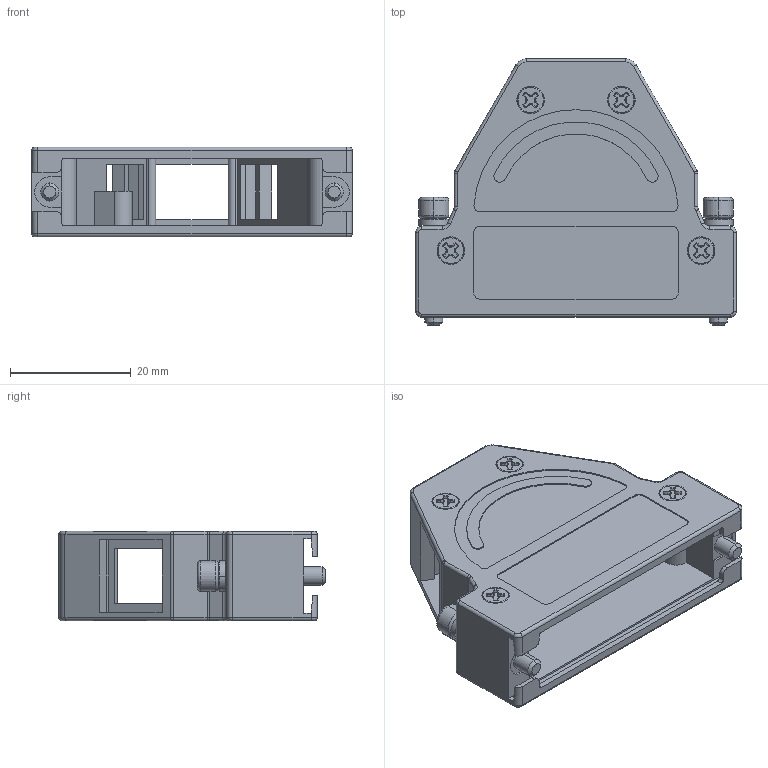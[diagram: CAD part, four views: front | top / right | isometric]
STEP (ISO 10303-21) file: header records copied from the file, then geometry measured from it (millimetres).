
FILE_DESCRIPTION(('Creo Elements/Direct Modeling STEP Export'),'2;1');
FILE_NAME('0ln7uvk5he4dbjr3496','2022-02-28T 8:53:28',(''),(''),'Creo Elements/Direct Modeling STEP processor for AP214 (Solid Model)','Creo Elements/Direct Modeling 20.1B 02-Apr-2019 (C) Parametric Technology GmbH','');
FILE_SCHEMA(('AUTOMOTIVE_DESIGN { 1 0 10303 214 1 1 1 1 }'));
Products named in the file (2): CPTAV_25
Assembly tree (1 placements, depth 2):
  CPTAV_25
    CPTAV_25
Bounding box: 53 x 44 x 14.8 mm (x, y, z)
Volume: 8901.5 mm3; surface area: 9856 mm2
Topology: 1 solids, 1 shells, 722 faces, 1742 edges, 1032 vertices
Faces by surface type: bspline 256, cylinder 213, plane 169, torus 56, cone 28
Entity records: 44631 total; most frequent: CARTESIAN_POINT 25061, ORIENTED_EDGE 3460, DIRECTION 2013, EDGE_CURVE 1730, VERTEX_POINT 1032, EDGE_LOOP 754, COLOUR_RGB 723, FILL_AREA_STYLE_COLOUR 723
